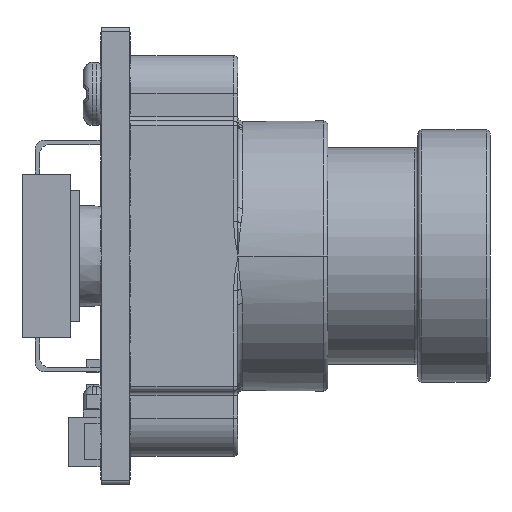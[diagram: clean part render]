
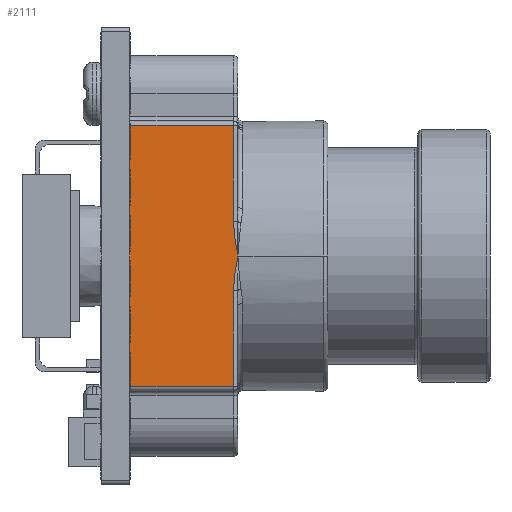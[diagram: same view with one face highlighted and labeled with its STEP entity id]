
A CAD part, left-side view. The second image highlights one B-rep face of the part: STEP entity #2111.
In plain terms, the highlighted face is planar.
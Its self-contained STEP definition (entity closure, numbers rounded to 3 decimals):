
#1112 = ORIENTED_EDGE ( 'NONE', *, *, #33662, .T. ) ;
#1323 = CARTESIAN_POINT ( 'NONE',  ( 7.5, 6., -15. ) ) ;
#1388 = CARTESIAN_POINT ( 'NONE',  ( 14.75, 0., -15. ) ) ;
#1423 = LINE ( 'NONE', #4752, #34483 ) ;
#2111 = ADVANCED_FACE ( 'NONE', ( #11831 ), #11973, .F. ) ;
#4159 = VERTEX_POINT ( 'NONE', #19112 ) ;
#4167 = EDGE_CURVE ( 'NONE', #8036, #25911, #15634, .T. ) ;
#4413 = CARTESIAN_POINT ( 'NONE',  ( 8.774, 5.787, -15. ) ) ;
#4624 = DIRECTION ( 'NONE',  ( 0., 1., 0. ) ) ;
#4752 = CARTESIAN_POINT ( 'NONE',  ( 0.25, 6., -15. ) ) ;
#5506 = EDGE_CURVE ( 'NONE', #39124, #8036, #25923, .T. ) ;
#5720 = ORIENTED_EDGE ( 'NONE', *, *, #39113, .T. ) ;
#7776 = CARTESIAN_POINT ( 'NONE',  ( 9.42, 5.75, -15. ) ) ;
#8036 = VERTEX_POINT ( 'NONE', #30340 ) ;
#8278 = VERTEX_POINT ( 'NONE', #22428 ) ;
#8736 = CARTESIAN_POINT ( 'NONE',  ( 5.58, 5.75, -15. ) ) ;
#11633 = EDGE_CURVE ( 'NONE', #35569, #25296, #1423, .T. ) ;
#11831 = FACE_OUTER_BOUND ( 'NONE', #37265, .T. ) ;
#11973 = PLANE ( 'NONE',  #41112 ) ;
#12093 = CARTESIAN_POINT ( 'NONE',  ( 6.226, 5.787, -15. ) ) ;
#13962 = CARTESIAN_POINT ( 'NONE',  ( 0., 5.75, -15. ) ) ;
#14712 = CARTESIAN_POINT ( 'NONE',  ( 7.18, 5.941, -15. ) ) ;
#15634 = LINE ( 'NONE', #22320, #24157 ) ;
#18280 = ORIENTED_EDGE ( 'NONE', *, *, #38207, .T. ) ;
#19112 = CARTESIAN_POINT ( 'NONE',  ( 5.58, 5.75, -15. ) ) ;
#19467 = DIRECTION ( 'NONE',  ( 1., 0., 0. ) ) ;
#19688 = LINE ( 'NONE', #41251, #32254 ) ;
#19876 = VECTOR ( 'NONE', #19467, 1000. ) ;
#20917 = LINE ( 'NONE', #13962, #25419 ) ;
#22320 = CARTESIAN_POINT ( 'NONE',  ( 14.75, 6., -15. ) ) ;
#22428 = CARTESIAN_POINT ( 'NONE',  ( 7.5, 6., -15. ) ) ;
#22481 = ORIENTED_EDGE ( 'NONE', *, *, #11633, .T. ) ;
#23693 = CARTESIAN_POINT ( 'NONE',  ( 7.817, 5.941, -15. ) ) ;
#24057 = ORIENTED_EDGE ( 'NONE', *, *, #39674, .T. ) ;
#24157 = VECTOR ( 'NONE', #34991, 1000. ) ;
#25278 = DIRECTION ( 'NONE',  ( -1., 0., 0. ) ) ;
#25296 = VERTEX_POINT ( 'NONE', #35743 ) ;
#25419 = VECTOR ( 'NONE', #36393, 1000. ) ;
#25911 = VERTEX_POINT ( 'NONE', #1388 ) ;
#25923 = LINE ( 'NONE', #38691, #19876 ) ;
#27495 = CARTESIAN_POINT ( 'NONE',  ( 7.5, 6., -15. ) ) ;
#28045 = CARTESIAN_POINT ( 'NONE',  ( 0., 6., -15. ) ) ;
#30340 = CARTESIAN_POINT ( 'NONE',  ( 14.75, 5.75, -15. ) ) ;
#30834 = CARTESIAN_POINT ( 'NONE',  ( 5.905, 5.75, -15. ) ) ;
#31435 = ORIENTED_EDGE ( 'NONE', *, *, #5506, .T. ) ;
#32254 = VECTOR ( 'NONE', #25278, 1000. ) ;
#33122 = CARTESIAN_POINT ( 'NONE',  ( 9.095, 5.75, -15. ) ) ;
#33392 = CARTESIAN_POINT ( 'NONE',  ( 8.136, 5.882, -15. ) ) ;
#33528 = B_SPLINE_CURVE_WITH_KNOTS ( 'NONE', 3,
 ( #8736, #30834, #12093, #37154, #14712, #27495 ),
 .UNSPECIFIED., .F., .F.,
 ( 4, 2, 4 ),
 ( 0., 0.001, 0.002 ),
 .UNSPECIFIED. ) ;
#33662 = EDGE_CURVE ( 'NONE', #25911, #35569, #19688, .T. ) ;
#33750 = B_SPLINE_CURVE_WITH_KNOTS ( 'NONE', 3,
 ( #1323, #23693, #33392, #4413, #33122, #7776 ),
 .UNSPECIFIED., .F., .F.,
 ( 4, 2, 4 ),
 ( 0., 0.001, 0.002 ),
 .UNSPECIFIED. ) ;
#34089 = DIRECTION ( 'NONE',  ( 1., 0., 0. ) ) ;
#34483 = VECTOR ( 'NONE', #4624, 1000. ) ;
#34857 = CARTESIAN_POINT ( 'NONE',  ( 0.25, 0., -15. ) ) ;
#34991 = DIRECTION ( 'NONE',  ( 0., -1., 0. ) ) ;
#35569 = VERTEX_POINT ( 'NONE', #34857 ) ;
#35743 = CARTESIAN_POINT ( 'NONE',  ( 0.25, 5.75, -15. ) ) ;
#36125 = CARTESIAN_POINT ( 'NONE',  ( 9.42, 5.75, -15. ) ) ;
#36393 = DIRECTION ( 'NONE',  ( 1., 0., 0. ) ) ;
#37154 = CARTESIAN_POINT ( 'NONE',  ( 6.864, 5.882, -15. ) ) ;
#37265 = EDGE_LOOP ( 'NONE', ( #31435, #39491, #1112, #22481, #5720, #18280, #24057 ) ) ;
#37847 = DIRECTION ( 'NONE',  ( 0., 0., 1. ) ) ;
#38207 = EDGE_CURVE ( 'NONE', #4159, #8278, #33528, .T. ) ;
#38691 = CARTESIAN_POINT ( 'NONE',  ( 0., 5.75, -15. ) ) ;
#39113 = EDGE_CURVE ( 'NONE', #25296, #4159, #20917, .T. ) ;
#39124 = VERTEX_POINT ( 'NONE', #36125 ) ;
#39491 = ORIENTED_EDGE ( 'NONE', *, *, #4167, .T. ) ;
#39674 = EDGE_CURVE ( 'NONE', #8278, #39124, #33750, .T. ) ;
#41112 = AXIS2_PLACEMENT_3D ( 'NONE', #28045, #37847, #34089 ) ;
#41251 = CARTESIAN_POINT ( 'NONE',  ( 0., 0., -15. ) ) ;
